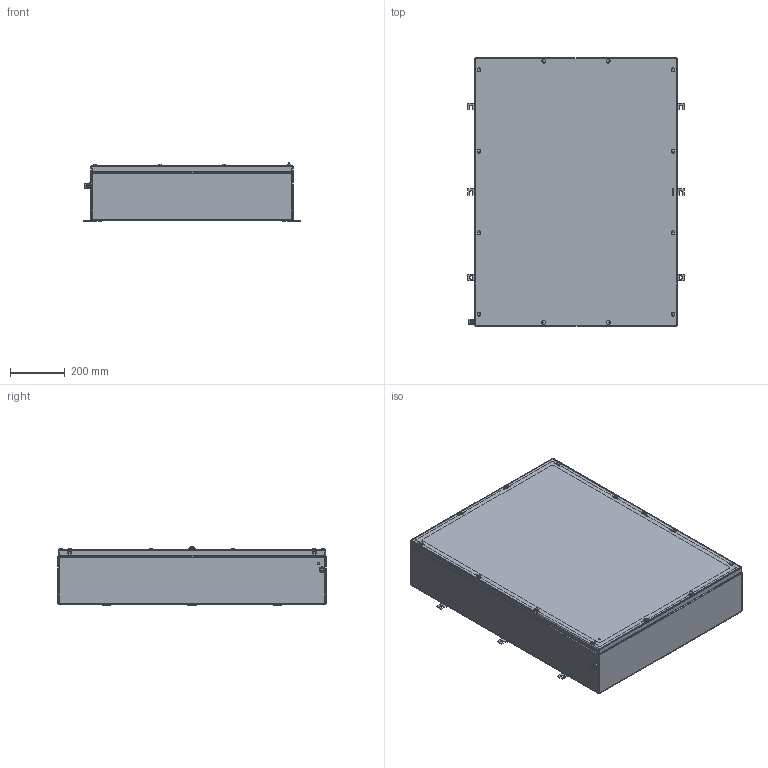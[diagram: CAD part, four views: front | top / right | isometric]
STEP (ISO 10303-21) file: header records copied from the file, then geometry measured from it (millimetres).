
FILE_DESCRIPTION(('CATIA V5 STEP Exchange','CAx-IF Rec.Pracs.--- Model Styling and Organization---1.4--- 2014-01-23'),'2;1');
FILE_NAME ('008599-9_3_1195600000_1195600000.stp','2019-09-24T06:08:31+00:00',('none'),('Weidmueller'),'CATIA Version 5-6 Release 2016 SP3 HF44','CATIA V5 STEP AP214','none');
FILE_SCHEMA(('AUTOMOTIVE_DESIGN { 1 0 10303 214 1 1 1 1 }'));
Products named in the file (1): 1195600000
Bounding box: 791 x 980 x 214.8 mm (x, y, z)
Volume: 3708558.5 mm3; surface area: 4759481.8 mm2
Topology: 58 solids, 58 shells, 2834 faces, 6718 edges, 3871 vertices
Faces by surface type: cylinder 1149, plane 1001, torus 278, sphere 200, cone 126, bspline 80
Entity records: 81655 total; most frequent: CARTESIAN_POINT 20918, ORIENTED_EDGE 12968, DIRECTION 10782, EDGE_CURVE 6484, AXIS2_PLACEMENT_3D 4943, VERTEX_POINT 3871, VECTOR 3521, LINE 3521
